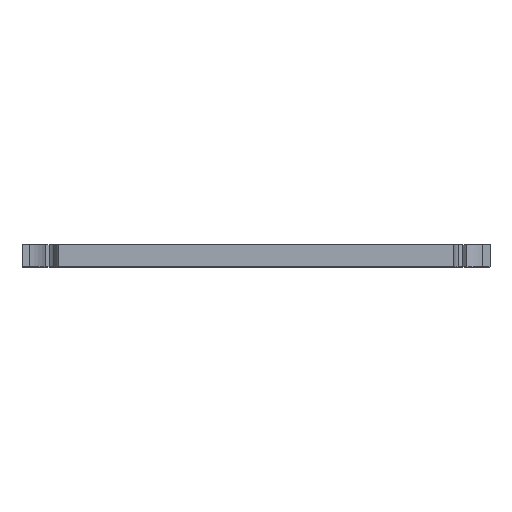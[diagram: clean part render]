
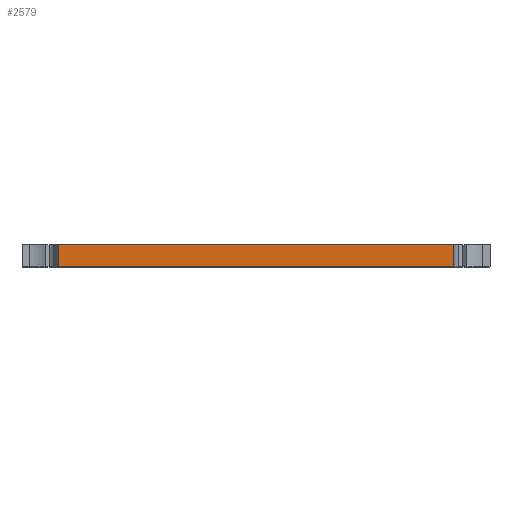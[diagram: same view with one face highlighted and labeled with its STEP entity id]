
A CAD part, top view. The second image highlights one B-rep face of the part: STEP entity #2579.
In plain terms, the highlighted planar face has unit normal (0, 0, 1).
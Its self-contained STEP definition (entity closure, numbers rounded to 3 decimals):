
#246=PLANE('',#2856);
#370=FACE_OUTER_BOUND('',#558,.T.);
#558=EDGE_LOOP('',(#2335,#2336,#2337,#2338));
#612=LINE('',#3706,#852);
#741=LINE('',#4103,#981);
#812=LINE('',#4366,#1052);
#813=LINE('',#4368,#1053);
#852=VECTOR('',#2945,10.);
#981=VECTOR('',#3304,10.);
#1052=VECTOR('',#3573,10.);
#1053=VECTOR('',#3576,10.);
#1099=VERTEX_POINT('',#3703);
#1100=VERTEX_POINT('',#3705);
#1252=VERTEX_POINT('',#4100);
#1253=VERTEX_POINT('',#4102);
#1345=EDGE_CURVE('',#1099,#1100,#612,.T.);
#1543=EDGE_CURVE('',#1252,#1253,#741,.T.);
#1656=EDGE_CURVE('',#1099,#1253,#812,.T.);
#1657=EDGE_CURVE('',#1100,#1252,#813,.T.);
#2335=ORIENTED_EDGE('',*,*,#1345,.F.);
#2336=ORIENTED_EDGE('',*,*,#1656,.T.);
#2337=ORIENTED_EDGE('',*,*,#1543,.F.);
#2338=ORIENTED_EDGE('',*,*,#1657,.F.);
#2579=ADVANCED_FACE('',(#370),#246,.T.);
#2856=AXIS2_PLACEMENT_3D('',#4367,#3574,#3575);
#2945=DIRECTION('',(1.,0.,0.));
#3304=DIRECTION('',(-1.,0.,0.));
#3573=DIRECTION('',(0.,-1.,0.));
#3574=DIRECTION('center_axis',(0.,0.,1.));
#3575=DIRECTION('ref_axis',(-1.,0.,0.));
#3576=DIRECTION('',(0.,-1.,0.));
#3703=CARTESIAN_POINT('',(-71.349,-38.5,84.449));
#3705=CARTESIAN_POINT('',(71.349,-38.5,84.449));
#3706=CARTESIAN_POINT('',(-71.349,-38.5,84.449));
#4100=CARTESIAN_POINT('',(71.349,-46.5,84.449));
#4102=CARTESIAN_POINT('',(-71.349,-46.5,84.449));
#4103=CARTESIAN_POINT('',(-71.349,-46.5,84.449));
#4366=CARTESIAN_POINT('',(-71.349,-38.5,84.449));
#4367=CARTESIAN_POINT('Origin',(71.349,-38.5,84.449));
#4368=CARTESIAN_POINT('',(71.349,-38.5,84.449));
